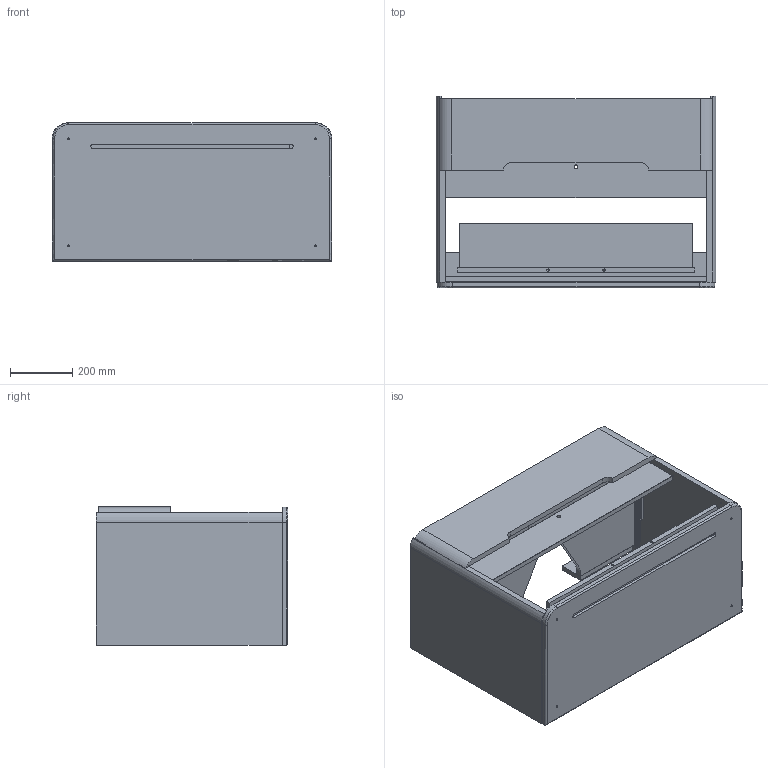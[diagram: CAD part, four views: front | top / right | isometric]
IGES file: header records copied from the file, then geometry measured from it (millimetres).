
Start section: SolidWorks IGES file using analytic representation for surfaces
Global section: file name: 60826+60832+60838 100 cm 2 cek lv dl ayaksýz.IGS; native system: SolidWorks 2016; preprocessor: SolidWorks 2016; author: nergis.ozcan; date: 170711.133131; units: millimetre
Bounding box: 900 x 616 x 444.5 mm (x, y, z)
Volume: 43336004.2 mm3; surface area: 5168194.1 mm2
Topology: 19 solids, 19 shells, 585 faces, 1712 edges, 1552 vertices
Faces by surface type: revolution 285, plane 282, bspline 18
